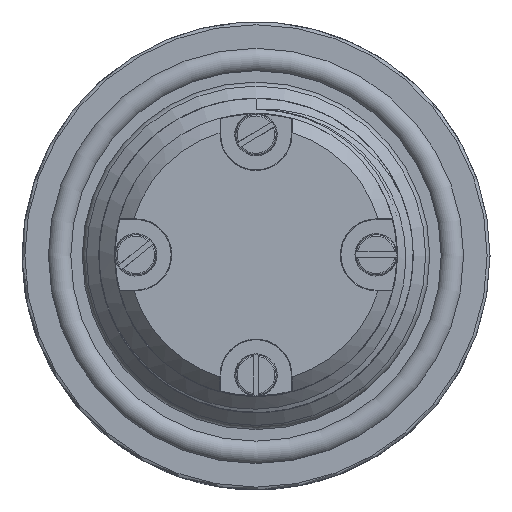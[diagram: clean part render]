
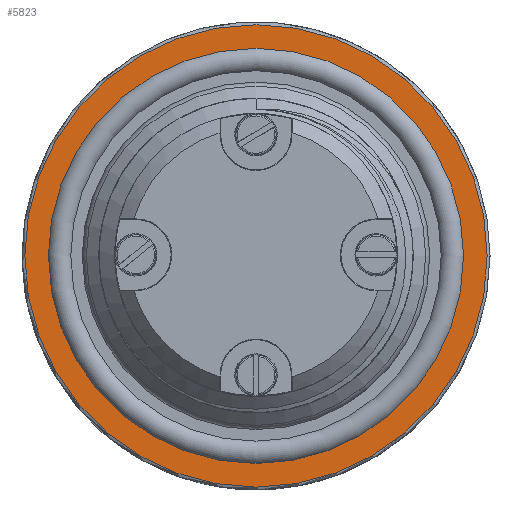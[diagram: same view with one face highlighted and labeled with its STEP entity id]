
A CAD part, top view. The second image highlights one B-rep face of the part: STEP entity #5823.
In plain terms, the highlighted planar face has unit normal (0, 0, 1).
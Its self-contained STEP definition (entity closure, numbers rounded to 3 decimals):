
#138=FACE_BOUND($,#1971,.T.);
#139=FACE_BOUND($,#1972,.T.);
#222=CIRCLE($,#6021,14.68);
#312=CIRCLE($,#6214,16.35);
#538=PLANE($,#6213);
#1971=EDGE_LOOP($,(#5121));
#1972=EDGE_LOOP($,(#5122));
#2619=VERTEX_POINT($,#11052);
#2817=VERTEX_POINT($,#15359);
#3313=EDGE_CURVE($,#2619,#2619,#222,.T.);
#3596=EDGE_CURVE($,#2817,#2817,#312,.T.);
#5121=ORIENTED_EDGE($,*,*,#3313,.T.);
#5122=ORIENTED_EDGE($,*,*,#3596,.F.);
#5823=ADVANCED_FACE($,(#138,#139),#538,.F.);
#6021=AXIS2_PLACEMENT_3D($,#11053,#6888,#6889);
#6213=AXIS2_PLACEMENT_3D($,#15358,#7324,#7325);
#6214=AXIS2_PLACEMENT_3D($,#15360,#7326,#7327);
#6888=DIRECTION('center_axis',(0.,0.,
-1.));
#6889=DIRECTION('ref_axis',(1.,0.,0.));
#7324=DIRECTION('center_axis',(0.,0.,-1.));
#7325=DIRECTION('ref_axis',(-1.,0.,0.));
#7326=DIRECTION('center_axis',(0.,0.,-1.));
#7327=DIRECTION('ref_axis',(-1.,0.,0.));
#11052=CARTESIAN_POINT('',(-14.68,0.,4.));
#11053=CARTESIAN_POINT('Origin',(0.,0.,
4.));
#15358=CARTESIAN_POINT('Origin',(0.,0.,4.));
#15359=CARTESIAN_POINT('',(16.35,0.,4.));
#15360=CARTESIAN_POINT('Origin',(0.,0.,4.));
